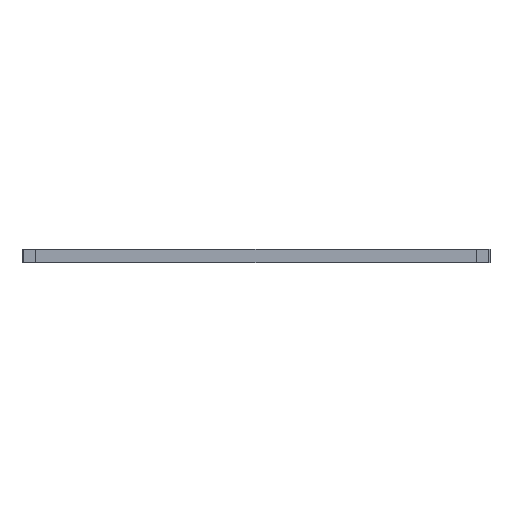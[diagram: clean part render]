
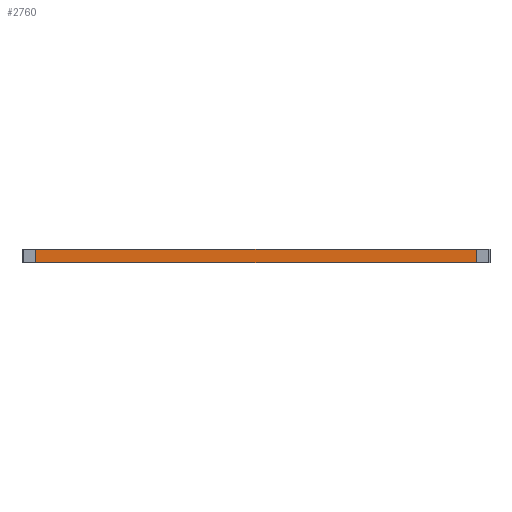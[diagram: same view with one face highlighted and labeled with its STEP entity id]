
A CAD part, left-side view. The second image highlights one B-rep face of the part: STEP entity #2760.
In plain terms, the highlighted planar face has unit normal (-1, 0, 0).
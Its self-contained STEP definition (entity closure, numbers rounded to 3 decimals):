
#130=PLANE('',#3069);
#264=FACE_OUTER_BOUND('',#428,.T.);
#428=EDGE_LOOP('',(#2413,#2414,#2415,#2416));
#579=LINE('',#4282,#823);
#601=LINE('',#4372,#845);
#702=LINE('',#4679,#946);
#703=LINE('',#4681,#947);
#823=VECTOR('',#3474,10.);
#845=VECTOR('',#3570,10.);
#946=VECTOR('',#3881,10.);
#947=VECTOR('',#3884,10.);
#1231=VERTEX_POINT('',#4279);
#1232=VERTEX_POINT('',#4281);
#1263=VERTEX_POINT('',#4370);
#1364=VERTEX_POINT('',#4677);
#1559=EDGE_CURVE('',#1231,#1232,#579,.T.);
#1604=EDGE_CURVE('',#1263,#1231,#601,.T.);
#1758=EDGE_CURVE('',#1263,#1364,#702,.T.);
#1759=EDGE_CURVE('',#1364,#1232,#703,.T.);
#2413=ORIENTED_EDGE('',*,*,#1604,.F.);
#2414=ORIENTED_EDGE('',*,*,#1758,.T.);
#2415=ORIENTED_EDGE('',*,*,#1759,.T.);
#2416=ORIENTED_EDGE('',*,*,#1559,.F.);
#2760=ADVANCED_FACE('',(#264),#130,.T.);
#3069=AXIS2_PLACEMENT_3D('',#4680,#3882,#3883);
#3474=DIRECTION('',(0.,0.,-1.));
#3570=DIRECTION('',(0.,-1.,0.));
#3881=DIRECTION('',(0.,0.,-1.));
#3882=DIRECTION('center_axis',(-1.,0.,0.));
#3883=DIRECTION('ref_axis',(0.,1.,0.));
#3884=DIRECTION('',(0.,-1.,0.));
#4279=CARTESIAN_POINT('',(-42.,-79.5,0.));
#4281=CARTESIAN_POINT('',(-42.,-79.5,-5.));
#4282=CARTESIAN_POINT('',(-42.,-79.5,0.));
#4370=CARTESIAN_POINT('',(-42.,79.5,0.));
#4372=CARTESIAN_POINT('',(-42.,79.5,0.));
#4677=CARTESIAN_POINT('',(-42.,79.5,-5.));
#4679=CARTESIAN_POINT('',(-42.,79.5,0.));
#4680=CARTESIAN_POINT('Origin',(-42.,0.,0.));
#4681=CARTESIAN_POINT('',(-42.,-79.5,-5.));
